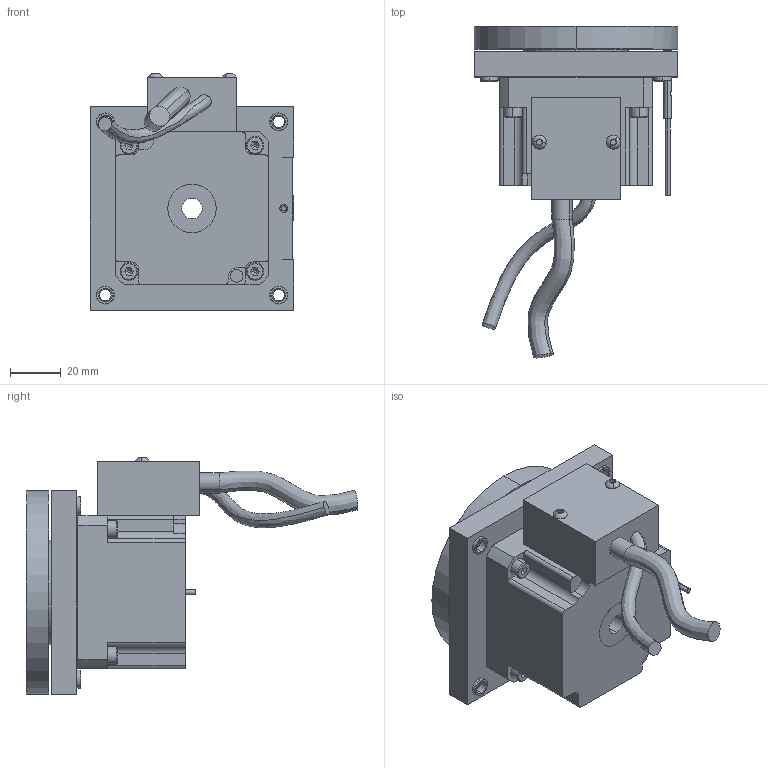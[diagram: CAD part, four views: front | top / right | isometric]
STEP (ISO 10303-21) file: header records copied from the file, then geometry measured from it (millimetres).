
FILE_DESCRIPTION (( 'STEP AP203' ), '1' );
FILE_NAME ('Drehtisch miniTURN 80.STEP', '2023-05-08T07:30:04', ( '' ), ( '' ), 'SwSTEP 2.0', 'SolidWorks 2020', '' );
FILE_SCHEMA (( 'CONFIG_CONTROL_DESIGN' ));
Length unit declared in the file: millimetre
Products named in the file (3): miniTURN Anschluss komplett light-+-D205043_PDB; Drehtisch miniTURN 80; Drehtisch miniTURN 80 light_PDB
Assembly tree (2 placements, depth 2):
  Drehtisch miniTURN 80
    Drehtisch miniTURN 80 light_PDB
    miniTURN Anschluss komplett light-+-D205043_PDB
Bounding box: 80 x 130.26 x 92.9 mm (x, y, z)
Volume: 280416.2 mm3; surface area: 54558.6 mm2
Topology: 2 solids, 26 shells, 675 faces, 1510 edges, 944 vertices
Faces by surface type: plane 327, cylinder 242, cone 90, bspline 8, torus 8
Entity records: 19666 total; most frequent: CARTESIAN_POINT 3871, DIRECTION 3426, ORIENTED_EDGE 2996, EDGE_CURVE 1498, AXIS2_PLACEMENT_3D 1280, VERTEX_POINT 944, LINE 866, VECTOR 866
